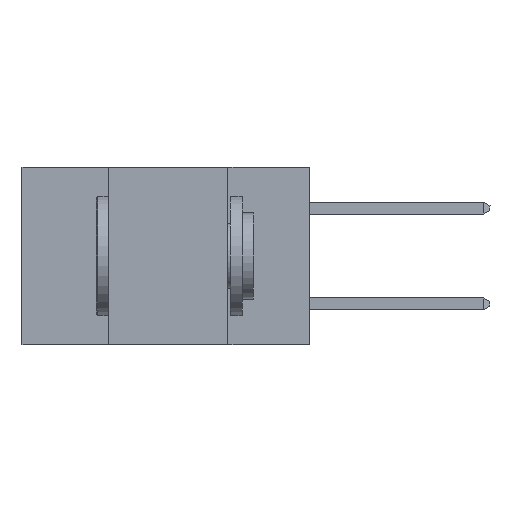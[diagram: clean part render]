
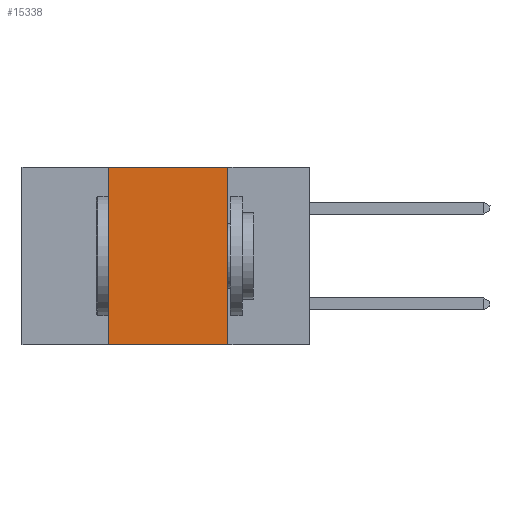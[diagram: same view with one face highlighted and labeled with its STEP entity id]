
A CAD part, left-side view. The second image highlights one B-rep face of the part: STEP entity #15338.
In plain terms, the highlighted planar face has unit normal (-1, 0, 0).
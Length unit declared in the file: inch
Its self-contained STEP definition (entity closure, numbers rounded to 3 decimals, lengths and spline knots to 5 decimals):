
#369 = CARTESIAN_POINT ( 'NONE',  ( 0., 0.42, 0. ) ) ;
#772 = VERTEX_POINT ( 'NONE', #8861 ) ;
#2161 = DIRECTION ( 'NONE',  ( 0., -1., 0. ) ) ;
#2216 = CARTESIAN_POINT ( 'NONE',  ( 0., 0.6, 0. ) ) ;
#2225 = VECTOR ( 'NONE', #2161, 39.37008 ) ;
#2242 = ORIENTED_EDGE ( 'NONE', *, *, #11820, .F. ) ;
#3284 = ORIENTED_EDGE ( 'NONE', *, *, #5002, .T. ) ;
#3917 = ORIENTED_EDGE ( 'NONE', *, *, #5426, .F. ) ;
#4288 = CARTESIAN_POINT ( 'NONE',  ( 0., 0.17, 0. ) ) ;
#4354 = DIRECTION ( 'NONE',  ( 0., 0., -1. ) ) ;
#4928 = LINE ( 'NONE', #8908, #14408 ) ;
#4955 = DIRECTION ( 'NONE',  ( 1., 0., 0. ) ) ;
#5002 = EDGE_CURVE ( 'NONE', #9691, #772, #4928, .T. ) ;
#5281 = FACE_OUTER_BOUND ( 'NONE', #7735, .T. ) ;
#5426 = EDGE_CURVE ( 'NONE', #14949, #772, #6054, .T. ) ;
#5540 = CARTESIAN_POINT ( 'NONE',  ( 0., 0.17, 0. ) ) ;
#6054 = LINE ( 'NONE', #4288, #8502 ) ;
#6465 = ORIENTED_EDGE ( 'NONE', *, *, #12272, .F. ) ;
#7735 = EDGE_LOOP ( 'NONE', ( #3917, #6465, #2242, #3284 ) ) ;
#8488 = DIRECTION ( 'NONE',  ( 0., -1., 0. ) ) ;
#8502 = VECTOR ( 'NONE', #4354, 39.37008 ) ;
#8861 = CARTESIAN_POINT ( 'NONE',  ( 0., 0.17, -0.37 ) ) ;
#8908 = CARTESIAN_POINT ( 'NONE',  ( 0., 0.6, -0.37 ) ) ;
#9691 = VERTEX_POINT ( 'NONE', #12057 ) ;
#9744 = DIRECTION ( 'NONE',  ( 0., 0., 1. ) ) ;
#9869 = PLANE ( 'NONE',  #9954 ) ;
#9954 = AXIS2_PLACEMENT_3D ( 'NONE', #12339, #4955, #13622 ) ;
#11820 = EDGE_CURVE ( 'NONE', #9691, #14893, #12930, .T. ) ;
#12057 = CARTESIAN_POINT ( 'NONE',  ( 0., 0.42, -0.37 ) ) ;
#12272 = EDGE_CURVE ( 'NONE', #14893, #14949, #15458, .T. ) ;
#12339 = CARTESIAN_POINT ( 'NONE',  ( 0., 0.6, 0. ) ) ;
#12538 = VECTOR ( 'NONE', #9744, 39.37008 ) ;
#12930 = LINE ( 'NONE', #13504, #12538 ) ;
#13504 = CARTESIAN_POINT ( 'NONE',  ( 0., 0.42, 0. ) ) ;
#13622 = DIRECTION ( 'NONE',  ( 0., 0., -1. ) ) ;
#14408 = VECTOR ( 'NONE', #8488, 39.37008 ) ;
#14893 = VERTEX_POINT ( 'NONE', #369 ) ;
#14949 = VERTEX_POINT ( 'NONE', #5540 ) ;
#15338 = ADVANCED_FACE ( 'NONE', ( #5281 ), #9869, .F. ) ;
#15458 = LINE ( 'NONE', #2216, #2225 ) ;
